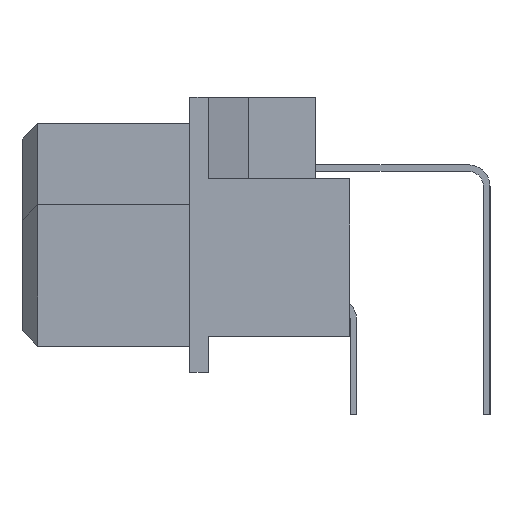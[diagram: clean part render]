
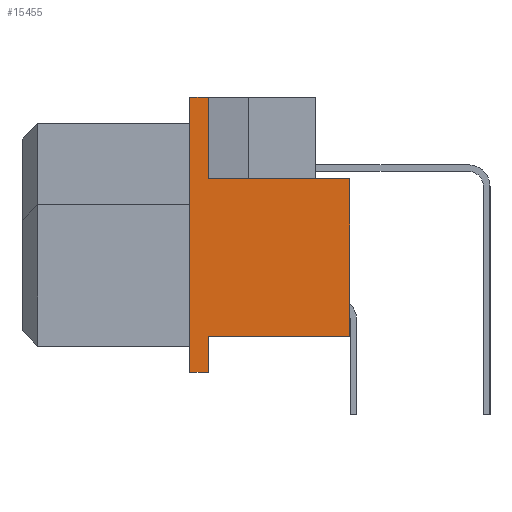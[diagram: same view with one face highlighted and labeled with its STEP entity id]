
A CAD part, left-side view. The second image highlights one B-rep face of the part: STEP entity #15455.
In plain terms, the highlighted planar face has unit normal (-1, 0, 0).
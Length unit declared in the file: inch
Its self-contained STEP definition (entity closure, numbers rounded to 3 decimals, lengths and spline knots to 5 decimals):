
#1=DIRECTION('',(0.,0.,1.));
#2=VECTOR('',#1,0.05433);
#3=CARTESIAN_POINT('',(-0.06809,0.34144,
-0.52944));
#4=LINE('2398',#3,#2);
#17=DIRECTION('',(0.,0.,-1.));
#18=VECTOR('',#17,0.12283);
#19=CARTESIAN_POINT('',(-0.06809,0.34144,
-0.11605));
#20=LINE('2413',#19,#18);
#21=DIRECTION('',(0.,1.,0.));
#22=VECTOR('',#21,0.2126);
#23=CARTESIAN_POINT('',(-0.06809,0.12885,
-0.47511));
#24=LINE('2374',#23,#22);
#25=DIRECTION('',(0.,1.,0.));
#26=VECTOR('',#25,0.02756);
#27=CARTESIAN_POINT('',(-0.06809,0.34144,
-0.52944));
#28=LINE('1159',#27,#26);
#29=DIRECTION('',(0.,-1.,0.));
#30=VECTOR('',#29,0.02756);
#31=CARTESIAN_POINT('',(-0.06809,0.369,
-0.11605));
#32=LINE('1175',#31,#30);
#53=DIRECTION('',(0.,-1.,0.));
#54=VECTOR('',#53,0.2126);
#55=CARTESIAN_POINT('',(-0.06809,0.34144,
-0.23889));
#56=LINE('2418',#55,#54);
#1217=DIRECTION('',(0.,0.,1.));
#1218=VECTOR('',#1217,0.23622);
#1219=CARTESIAN_POINT('',(-0.06809,0.12885,
-0.47511));
#1220=LINE('2420',#1219,#1218);
#1437=DIRECTION('',(0.,0.,1.));
#1438=VECTOR('',#1437,0.41339);
#1439=CARTESIAN_POINT('',(-0.06809,0.369,
-0.52944));
#1440=LINE('1155',#1439,#1438);
#11634=CARTESIAN_POINT('',(-0.06809,0.34144,
-0.52944));
#11636=VERTEX_POINT('',#11634);
#11637=CARTESIAN_POINT('',(-0.06809,0.369,
-0.52944));
#11638=CARTESIAN_POINT('',(-0.06809,0.369,
-0.11605));
#11639=VERTEX_POINT('',#11637);
#11640=VERTEX_POINT('',#11638);
#11667=CARTESIAN_POINT('',(-0.06809,0.34144,
-0.11605));
#11668=VERTEX_POINT('',#11667);
#13261=CARTESIAN_POINT('',(-0.06809,0.12885,
-0.47511));
#13262=CARTESIAN_POINT('',(-0.06809,0.34144,
-0.47511));
#13263=VERTEX_POINT('',#13261);
#13264=VERTEX_POINT('',#13262);
#13313=CARTESIAN_POINT('',(-0.06809,0.12885,
-0.23889));
#13314=VERTEX_POINT('',#13313);
#13337=CARTESIAN_POINT('',(-0.06809,0.34144,
-0.23889));
#13338=VERTEX_POINT('',#13337);
#15433=CARTESIAN_POINT('',(-0.06809,0.34144,
-0.52944));
#15434=DIRECTION('',(-1.,0.,0.));
#15435=DIRECTION('',(0.,0.,1.));
#15436=AXIS2_PLACEMENT_3D('',#15433,#15434,#15435);
#15437=PLANE('42',#15436);
#15439=ORIENTED_EDGE('2413',*,*,#15438,.T.);
#15441=ORIENTED_EDGE('2418',*,*,#15440,.T.);
#15443=ORIENTED_EDGE('2420',*,*,#15442,.F.);
#15445=ORIENTED_EDGE('2374',*,*,#15444,.T.);
#15446=ORIENTED_EDGE('2398',*,*,#15422,.F.);
#15448=ORIENTED_EDGE('1159',*,*,#15447,.T.);
#15450=ORIENTED_EDGE('1155',*,*,#15449,.T.);
#15452=ORIENTED_EDGE('1175',*,*,#15451,.T.);
#15453=EDGE_LOOP('42',(#15439,#15441,#15443,#15445,#15446,#15448,#15450,
#15452));
#15454=FACE_OUTER_BOUND('42',#15453,.F.);
#15455=ADVANCED_FACE('42',(#15454),#15437,.T.);
#15422=EDGE_CURVE('2398',#11636,#13264,#4,.T.);
#15438=EDGE_CURVE('2413',#11668,#13338,#20,.T.);
#15440=EDGE_CURVE('2418',#13338,#13314,#56,.T.);
#15442=EDGE_CURVE('2420',#13263,#13314,#1220,.T.);
#15444=EDGE_CURVE('2374',#13263,#13264,#24,.T.);
#15447=EDGE_CURVE('1159',#11636,#11639,#28,.T.);
#15449=EDGE_CURVE('1155',#11639,#11640,#1440,.T.);
#15451=EDGE_CURVE('1175',#11640,#11668,#32,.T.);
